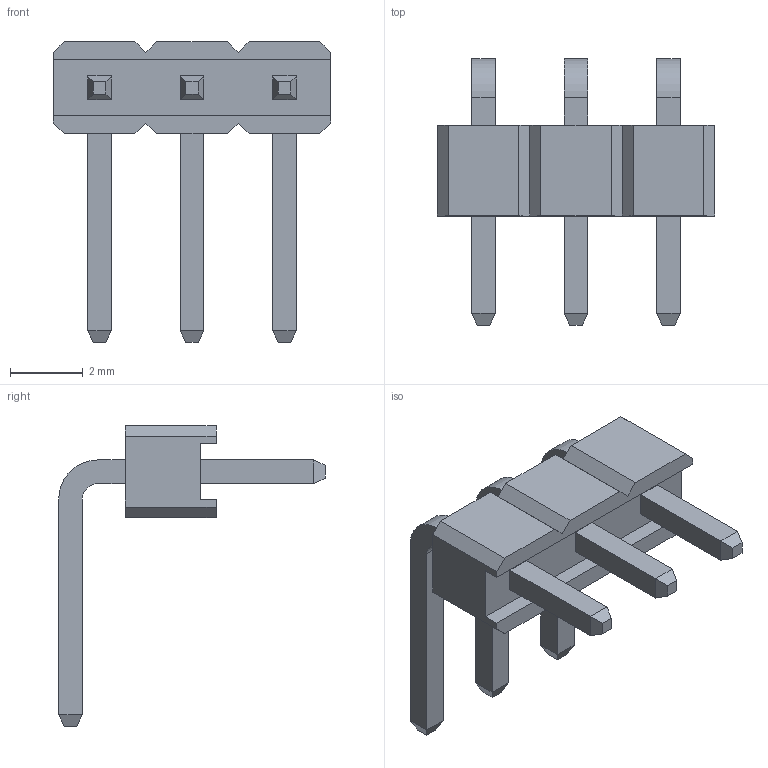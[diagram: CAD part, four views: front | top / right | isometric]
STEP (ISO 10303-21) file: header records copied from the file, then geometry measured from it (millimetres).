
FILE_DESCRIPTION (( 'STEP AP214' ), '1' );
FILE_NAME ('SW3dPS-0.1inch pin strip right angle.STEP', '2009-09-17T21:45:06', ( 'sysAdmin' ), ( 'SolidWorks' ), 'SwSTEP 2.0', 'SolidWorks 2009', '' );
FILE_SCHEMA (( 'AUTOMOTIVE_DESIGN' ));
Length unit declared in the file: millimetre
Products named in the file (1): SW3dPS-0.1inch pin strip right angle
Bounding box: 7.62 x 7.33 x 8.27 mm (x, y, z)
Volume: 56.3 mm3; surface area: 182.6 mm2
Topology: 1 solids, 1 shells, 92 faces, 228 edges, 144 vertices
Faces by surface type: plane 86, cylinder 6
Entity records: 2972 total; most frequent: CARTESIAN_POINT 465, ORIENTED_EDGE 456, DIRECTION 426, EDGE_CURVE 228, VECTOR 216, LINE 216, VERTEX_POINT 144, AXIS2_PLACEMENT_3D 105
